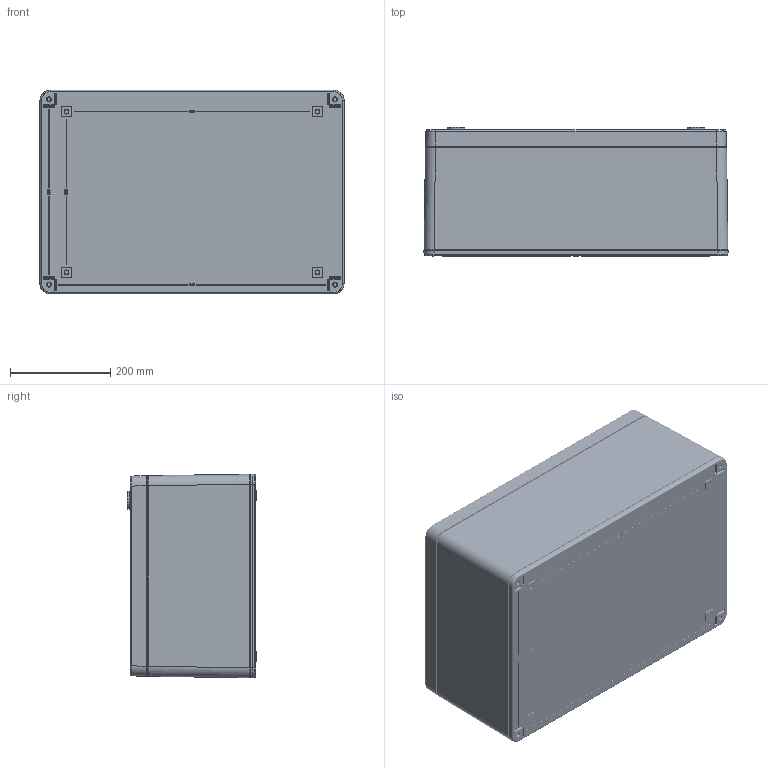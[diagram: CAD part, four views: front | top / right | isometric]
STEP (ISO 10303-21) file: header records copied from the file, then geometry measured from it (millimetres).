
FILE_DESCRIPTION (( 'STEP AP214' ), '1' );
FILE_NAME ('26406000.STEP', '2013-05-24T06:08:56', ( '' ), ( '' ), 'SwSTEP 2.0', 'SolidWorks 2011', '' );
FILE_SCHEMA (( 'AUTOMOTIVE_DESIGN' ));
Products named in the file (35): 51485; 92684; 83019; 93351; 93269; 21610004; 94350; 93271; 83025; 94304; 08020921; 82201; 51101; 94309; 94070_Vorspannung; 82169; 94306; 84102; 94305; 94301; 95032; 95030; 82382; 26610; 86232; 25610; 94287; 82007; 25610-Gehäuseunterteil; 86226; 86227; 25610-Gehäuserahmen; 26406000
Assembly tree (65 placements, depth 5):
  26406000
    92684
    51485
      93351  x2
      83019
      93269
    95030  x3
    82382
    95032  x3
    21610004
      82201  x2
      08020921  x2
      94304  x2
      51101  x2
        94070_Vorspannung
        82169
        94306
          84102
          94305
        94301
        94309
      93271  x2
      94350  x2
      83025
    26610
      86232  x6
      26610
    25610
      94287
      82007
      25610-Gehäuserahmen
      25610-Gehäuseunterteil
        86226  x4
        86227  x4
        25610-Gehäuseunterteil
Bounding box: 606 x 258 x 406 mm (x, y, z)
Volume: 4166783.7 mm3; surface area: 2287814.8 mm2
Topology: 72 solids, 72 shells, 7323 faces, 17058 edges, 9765 vertices
Faces by surface type: plane 3238, cylinder 1716, bspline 1397, cone 436, torus 376, sphere 160
Entity records: 171568 total; most frequent: CARTESIAN_POINT 76028, ORIENTED_EDGE 21534, DIRECTION 17491, EDGE_CURVE 10767, AXIS2_PLACEMENT_3D 6561, VERTEX_POINT 6351, EDGE_LOOP 4770, ADVANCED_FACE 4594
